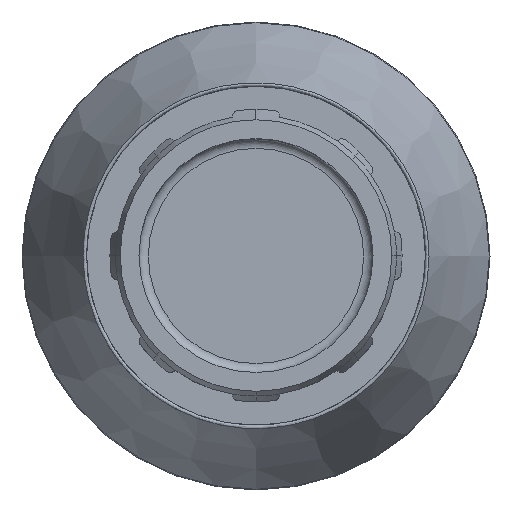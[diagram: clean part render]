
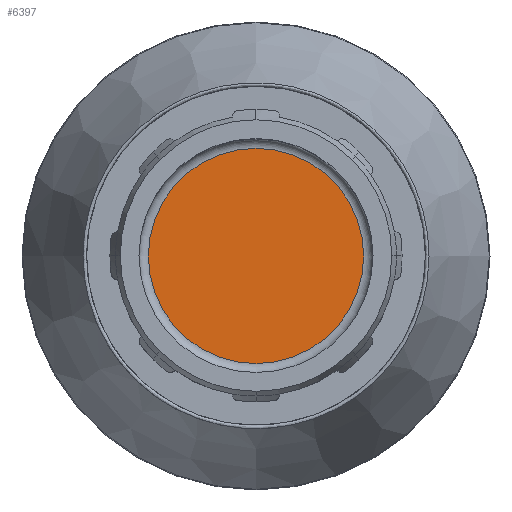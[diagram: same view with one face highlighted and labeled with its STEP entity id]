
A CAD part, top view. The second image highlights one B-rep face of the part: STEP entity #6397.
In plain terms, the highlighted planar face has unit normal (0, 0, 1).
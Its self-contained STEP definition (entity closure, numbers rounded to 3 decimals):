
#6329 = TOROIDAL_SURFACE('',#6330,11.5,1.);
#6330 = AXIS2_PLACEMENT_3D('',#6331,#6332,#6333);
#6331 = CARTESIAN_POINT('',(0.,0.,4.));
#6332 = DIRECTION('',(0.,0.,-1.));
#6333 = DIRECTION('',(-1.,0.,0.));
#6347 = VERTEX_POINT('',#6348);
#6348 = CARTESIAN_POINT('',(-11.5,0.,3.));
#6370 = EDGE_CURVE('',#6347,#6347,#6371,.T.);
#6371 = SURFACE_CURVE('',#6372,(#6377,#6384),.PCURVE_S1.);
#6372 = CIRCLE('',#6373,11.5);
#6373 = AXIS2_PLACEMENT_3D('',#6374,#6375,#6376);
#6374 = CARTESIAN_POINT('',(0.,0.,3.));
#6375 = DIRECTION('',(0.,0.,1.));
#6376 = DIRECTION('',(-1.,0.,0.));
#6377 = PCURVE('',#6329,#6378);
#6378 = DEFINITIONAL_REPRESENTATION('',(#6379),#6383);
#6379 = LINE('',#6380,#6381);
#6380 = CARTESIAN_POINT('',(-0.,1.571));
#6381 = VECTOR('',#6382,1.);
#6382 = DIRECTION('',(-1.,0.));
#6383 = ( GEOMETRIC_REPRESENTATION_CONTEXT(2) 
PARAMETRIC_REPRESENTATION_CONTEXT() REPRESENTATION_CONTEXT('2D SPACE',''
  ) );
#6384 = PCURVE('',#6385,#6390);
#6385 = PLANE('',#6386);
#6386 = AXIS2_PLACEMENT_3D('',#6387,#6388,#6389);
#6387 = CARTESIAN_POINT('',(0.,0.,3.));
#6388 = DIRECTION('',(0.,0.,1.));
#6389 = DIRECTION('',(-1.,0.,0.));
#6390 = DEFINITIONAL_REPRESENTATION('',(#6391),#6395);
#6391 = CIRCLE('',#6392,11.5);
#6392 = AXIS2_PLACEMENT_2D('',#6393,#6394);
#6393 = CARTESIAN_POINT('',(0.,0.));
#6394 = DIRECTION('',(1.,0.));
#6395 = ( GEOMETRIC_REPRESENTATION_CONTEXT(2) 
PARAMETRIC_REPRESENTATION_CONTEXT() REPRESENTATION_CONTEXT('2D SPACE',''
  ) );
#6397 = ADVANCED_FACE('',(#6398),#6385,.T.);
#6398 = FACE_BOUND('',#6399,.T.);
#6399 = EDGE_LOOP('',(#6400));
#6400 = ORIENTED_EDGE('',*,*,#6370,.T.);
